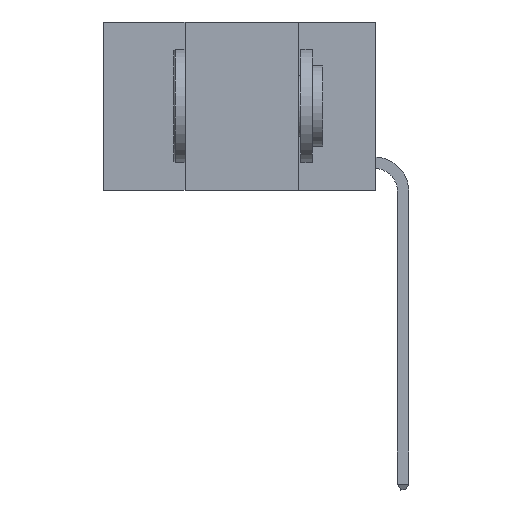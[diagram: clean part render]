
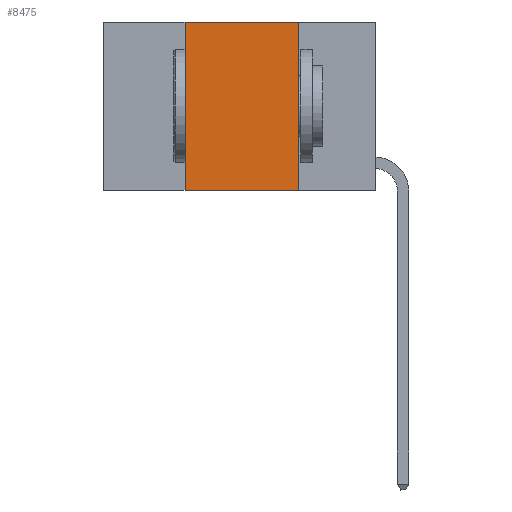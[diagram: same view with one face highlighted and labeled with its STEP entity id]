
A CAD part, left-side view. The second image highlights one B-rep face of the part: STEP entity #8475.
In plain terms, the highlighted planar face has unit normal (-1, 0, 0).
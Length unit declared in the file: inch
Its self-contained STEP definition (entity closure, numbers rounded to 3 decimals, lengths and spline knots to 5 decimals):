
#841 = EDGE_CURVE ( 'NONE', #2613, #10934, #3320, .T. ) ;
#1515 = CARTESIAN_POINT ( 'NONE',  ( 0., 0.6, 0. ) ) ;
#1618 = CARTESIAN_POINT ( 'NONE',  ( 0., 0.17, 0. ) ) ;
#2613 = VERTEX_POINT ( 'NONE', #10014 ) ;
#2937 = LINE ( 'NONE', #8058, #13754 ) ;
#3087 = ORIENTED_EDGE ( 'NONE', *, *, #17518, .T. ) ;
#3320 = LINE ( 'NONE', #1618, #13827 ) ;
#3523 = VECTOR ( 'NONE', #16768, 39.37008 ) ;
#4321 = DIRECTION ( 'NONE',  ( 1., 0., 0. ) ) ;
#4547 = DIRECTION ( 'NONE',  ( 0., 0., -1. ) ) ;
#4955 = ORIENTED_EDGE ( 'NONE', *, *, #17460, .F. ) ;
#5037 = CARTESIAN_POINT ( 'NONE',  ( 0., 0.42, 0. ) ) ;
#5767 = ORIENTED_EDGE ( 'NONE', *, *, #841, .F. ) ;
#6472 = VERTEX_POINT ( 'NONE', #5037 ) ;
#8058 = CARTESIAN_POINT ( 'NONE',  ( 0., 0.6, -0.37 ) ) ;
#8475 = ADVANCED_FACE ( 'NONE', ( #9768 ), #18332, .F. ) ;
#9552 = CARTESIAN_POINT ( 'NONE',  ( 0., 0.42, 0. ) ) ;
#9768 = FACE_OUTER_BOUND ( 'NONE', #16209, .T. ) ;
#9812 = LINE ( 'NONE', #1515, #3523 ) ;
#9884 = DIRECTION ( 'NONE',  ( 0., -1., 0. ) ) ;
#10014 = CARTESIAN_POINT ( 'NONE',  ( 0., 0.17, 0. ) ) ;
#10934 = VERTEX_POINT ( 'NONE', #21377 ) ;
#11023 = ORIENTED_EDGE ( 'NONE', *, *, #15393, .F. ) ;
#11202 = VECTOR ( 'NONE', #19584, 39.37008 ) ;
#11968 = CARTESIAN_POINT ( 'NONE',  ( 0., 0.42, -0.37 ) ) ;
#13156 = AXIS2_PLACEMENT_3D ( 'NONE', #19913, #4321, #4547 ) ;
#13754 = VECTOR ( 'NONE', #9884, 39.37008 ) ;
#13827 = VECTOR ( 'NONE', #20848, 39.37008 ) ;
#15393 = EDGE_CURVE ( 'NONE', #6472, #2613, #9812, .T. ) ;
#16209 = EDGE_LOOP ( 'NONE', ( #5767, #11023, #4955, #3087 ) ) ;
#16768 = DIRECTION ( 'NONE',  ( 0., -1., 0. ) ) ;
#17460 = EDGE_CURVE ( 'NONE', #18863, #6472, #21290, .T. ) ;
#17518 = EDGE_CURVE ( 'NONE', #18863, #10934, #2937, .T. ) ;
#18332 = PLANE ( 'NONE',  #13156 ) ;
#18863 = VERTEX_POINT ( 'NONE', #11968 ) ;
#19584 = DIRECTION ( 'NONE',  ( 0., 0., 1. ) ) ;
#19913 = CARTESIAN_POINT ( 'NONE',  ( 0., 0.6, 0. ) ) ;
#20848 = DIRECTION ( 'NONE',  ( 0., 0., -1. ) ) ;
#21290 = LINE ( 'NONE', #9552, #11202 ) ;
#21377 = CARTESIAN_POINT ( 'NONE',  ( 0., 0.17, -0.37 ) ) ;
